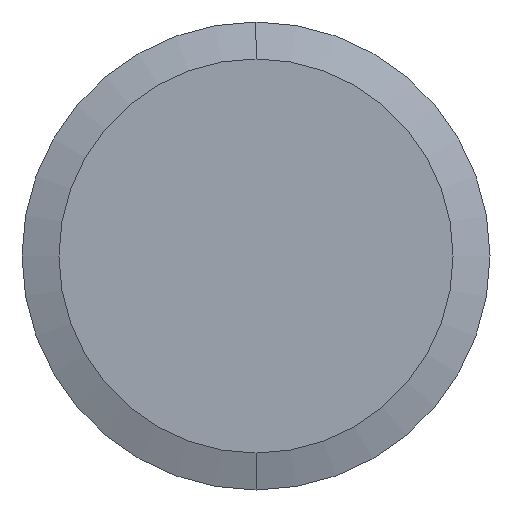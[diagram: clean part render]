
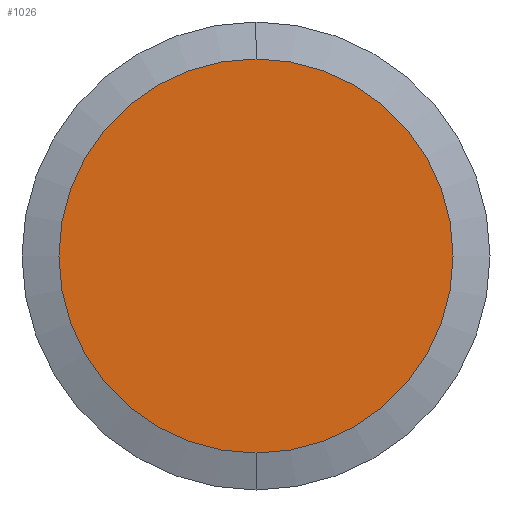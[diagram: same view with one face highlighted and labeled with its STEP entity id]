
A CAD part, left-side view. The second image highlights one B-rep face of the part: STEP entity #1026.
In plain terms, the highlighted planar face has unit normal (-1, 0, 0).
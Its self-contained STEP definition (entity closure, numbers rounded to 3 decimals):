
#1006=CARTESIAN_POINT('POINT9377',(-7.75,0.,
   12.));
#1007=VERTEX_POINT('VERTEX9377',#1006);
#1008=CARTESIAN_POINT('POINT9378',(-7.75,0.,
   -12.));
#1009=VERTEX_POINT('VERTEX9378',#1008);
#1010=CARTESIAN_POINT('POS14760',(-7.75,0.,
   0.));
#1011=DIRECTION('DIR21991',(1.,0.,0.));
#1012=DIRECTION('DIR21992',(0.,0.
   ,1.));
#1013=AXIS2_PLACEMENT_3D('AXIS7232',#1010,#1011,#1012);
#1014=CIRCLE('ELLIPSE3389',#1013,12.);
#1015=EDGE_CURVE('EDGE14315',#1007,#1009,#1014,.T.);
#1016=ORIENTED_EDGE('COEDGE28611',*,*,#1015,.F.);
#1017=EDGE_CURVE('EDGE14316',#1009,#1007,#1014,.T.);
#1018=ORIENTED_EDGE('COEDGE28612',*,*,#1017,.F.);
#1019=EDGE_LOOP('NONE',(#1016,#1018));
#1020=FACE_BOUND('LOOP1',#1019,.T.);
#1021=CARTESIAN_POINT('POS14761',(-7.75,0.,
   6.));
#1022=DIRECTION('DIR21993',(-1.,0.,0.));
#1023=DIRECTION('DIR21994',(0.,1.,0.));
#1024=AXIS2_PLACEMENT_3D('AXIS7233',#1021,#1022,#1023);
#1025=PLANE('PLANE2449',#1024);
#1026=ADVANCED_FACE('FACE5469',(#1020),#1025,.T.);
